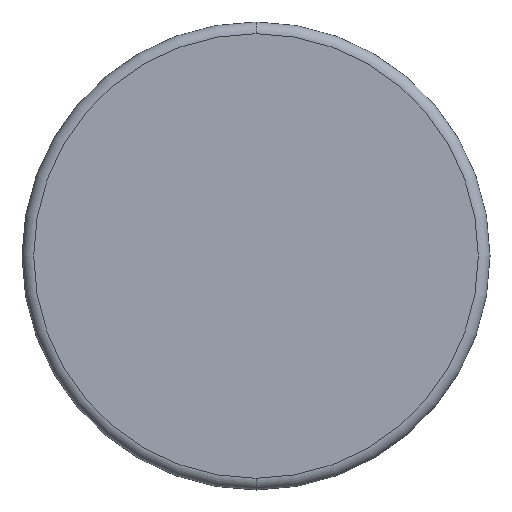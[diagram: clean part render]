
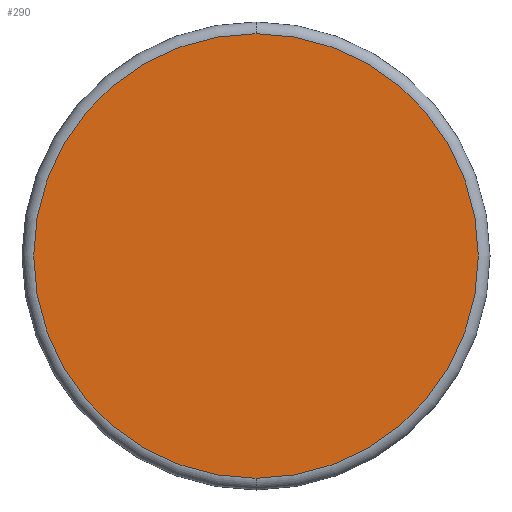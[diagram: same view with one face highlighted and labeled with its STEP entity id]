
A CAD part, front view. The second image highlights one B-rep face of the part: STEP entity #290.
In plain terms, the highlighted planar face has unit normal (0, -1, 0).
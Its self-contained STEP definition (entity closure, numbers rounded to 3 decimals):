
#2 = FACE_OUTER_BOUND ( 'NONE', #328, .T. ) ;
#4 = EDGE_CURVE ( 'NONE', #216, #424, #171, .T. ) ;
#12 = EDGE_CURVE ( 'NONE', #424, #216, #179, .T. ) ;
#30 = DIRECTION ( 'NONE',  ( 0., -1., 0. ) ) ;
#32 = DIRECTION ( 'NONE',  ( 0., 0., 1. ) ) ;
#73 = AXIS2_PLACEMENT_3D ( 'NONE', #230, #264, #32 ) ;
#171 = CIRCLE ( 'NONE', #73, 19. ) ;
#179 = CIRCLE ( 'NONE', #246, 19. ) ;
#186 = ORIENTED_EDGE ( 'NONE', *, *, #4, .T. ) ;
#216 = VERTEX_POINT ( 'NONE', #392 ) ;
#217 = DIRECTION ( 'NONE',  ( 0., 1., 0. ) ) ;
#230 = CARTESIAN_POINT ( 'NONE',  ( 0., 0., 0. ) ) ;
#246 = AXIS2_PLACEMENT_3D ( 'NONE', #297, #30, #376 ) ;
#264 = DIRECTION ( 'NONE',  ( 0., -1., 0. ) ) ;
#283 = CARTESIAN_POINT ( 'NONE',  ( 0., 0., 0. ) ) ;
#290 = ADVANCED_FACE ( 'NONE', ( #2 ), #359, .F. ) ;
#297 = CARTESIAN_POINT ( 'NONE',  ( 0., 0., 0. ) ) ;
#299 = ORIENTED_EDGE ( 'NONE', *, *, #12, .T. ) ;
#321 = DIRECTION ( 'NONE',  ( 0., 0., 1. ) ) ;
#328 = EDGE_LOOP ( 'NONE', ( #299, #186 ) ) ;
#359 = PLANE ( 'NONE',  #381 ) ;
#376 = DIRECTION ( 'NONE',  ( 0., 0., 1. ) ) ;
#381 = AXIS2_PLACEMENT_3D ( 'NONE', #283, #217, #321 ) ;
#392 = CARTESIAN_POINT ( 'NONE',  ( 0., 0., -19. ) ) ;
#424 = VERTEX_POINT ( 'NONE', #494 ) ;
#494 = CARTESIAN_POINT ( 'NONE',  ( 0., 0., 19. ) ) ;
